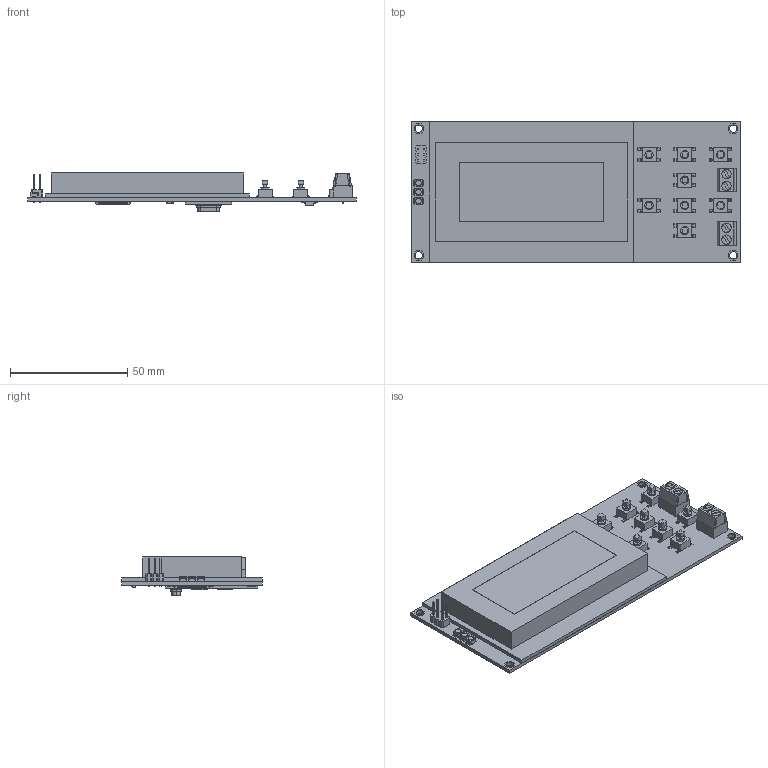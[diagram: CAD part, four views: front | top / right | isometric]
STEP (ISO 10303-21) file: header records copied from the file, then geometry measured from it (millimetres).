
FILE_DESCRIPTION (( 'STEP AP214' ), '1' );
FILE_NAME ('Fernsteuerung', '', ( '' ), ( '' ), 'STEP 3.0', 'TARGET 3001!', '' );
FILE_SCHEMA (( 'AUTOMOTIVE_DESIGN' ));
Length unit declared in the file: millimetre
Products named in the file (23): Fernsteuerung_Board; Fernsteuerung_PadsAndTracks; Fernsteuerung_S1; Fernsteuerung_S2; Fernsteuerung_S3; Fernsteuerung_S4; Fernsteuerung_S5; Fernsteuerung_S6; Fernsteuerung_S7; Fernsteuerung_S8; Fernsteuerung_Display1; Fernsteuerung_D1; Fernsteuerung_D2; Fernsteuerung_D3; Fernsteuerung_IC2; Fernsteuerung_IC1; Fernsteuerung_K1; Fernsteuerung_K2; Fernsteuerung_K4; Fernsteuerung_IC3; Fernsteuerung_IC4; Fernsteuerung_IC5; Fernsteuerung_T1
Bounding box: 140 x 60 x 16.4 mm (x, y, z)
Volume: 57601.2 mm3; surface area: 51411.6 mm2
Topology: 1215 solids, 1215 shells, 8649 faces, 18657 edges, 12438 vertices
Faces by surface type: plane 7779, cylinder 870
Entity records: 189157 total; most frequent: ORIENTED_EDGE 37314, DIRECTION 24884, EDGE_CURVE 18657, LINE 16917, VECTOR 16482, CARTESIAN_POINT 13308, VERTEX_POINT 12438, EDGE_LOOP 8837
